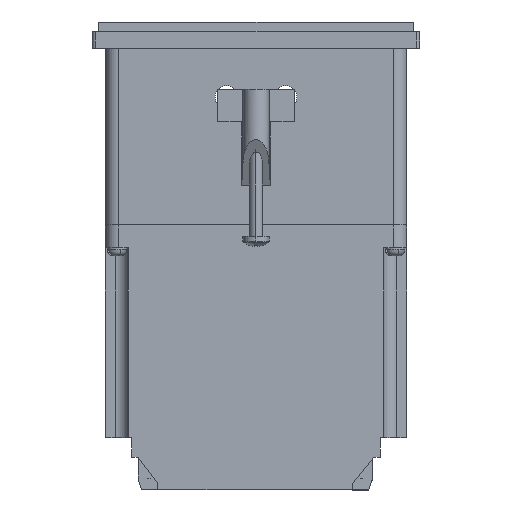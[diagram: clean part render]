
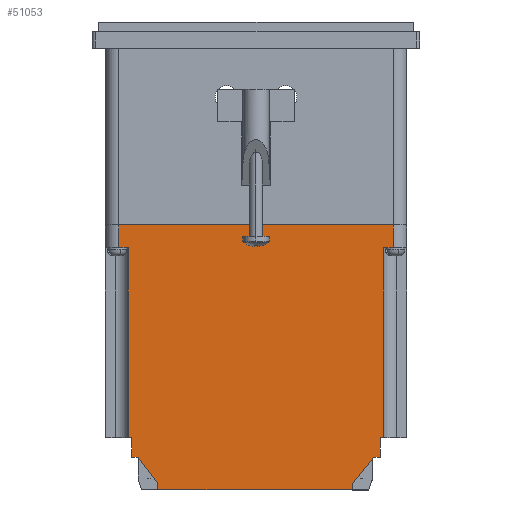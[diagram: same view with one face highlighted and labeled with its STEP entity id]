
A CAD part, left-side view. The second image highlights one B-rep face of the part: STEP entity #51053.
In plain terms, the highlighted planar face has unit normal (-1, 0, 0).
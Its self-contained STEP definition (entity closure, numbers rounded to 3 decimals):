
#64 = VERTEX_POINT ( 'NONE', #51330 ) ;
#1237 = VERTEX_POINT ( 'NONE', #7480 ) ;
#1282 = LINE ( 'NONE', #57956, #12656 ) ;
#1425 = VECTOR ( 'NONE', #61114, 1000. ) ;
#1478 = LINE ( 'NONE', #16266, #40283 ) ;
#2715 = VECTOR ( 'NONE', #36823, 1000. ) ;
#3292 = EDGE_LOOP ( 'NONE', ( #16920, #41488, #9066, #45529, #54097, #62261, #16292, #38216, #26874, #41547, #16440, #10762, #30539, #24492, #18576, #46232, #53005, #23026 ) ) ;
#3619 = CARTESIAN_POINT ( 'NONE',  ( 0., 76., -79. ) ) ;
#3783 = DIRECTION ( 'NONE',  ( 0., 0., -1. ) ) ;
#3994 = DIRECTION ( 'NONE',  ( 0., 0., -1. ) ) ;
#5128 = LINE ( 'NONE', #26811, #55157 ) ;
#6379 = CARTESIAN_POINT ( 'NONE',  ( 0., 7., -7. ) ) ;
#7480 = CARTESIAN_POINT ( 'NONE',  ( 0., 85., -65. ) ) ;
#7893 = VERTEX_POINT ( 'NONE', #16559 ) ;
#7987 = CARTESIAN_POINT ( 'NONE',  ( 0., 8., -71. ) ) ;
#8834 = DIRECTION ( 'NONE',  ( 0., 1., 0. ) ) ;
#8957 = CARTESIAN_POINT ( 'NONE',  ( 0., 8., -71. ) ) ;
#9066 = ORIENTED_EDGE ( 'NONE', *, *, #25069, .T. ) ;
#9172 = VECTOR ( 'NONE', #53495, 1000. ) ;
#9708 = VERTEX_POINT ( 'NONE', #6379 ) ;
#10009 = VECTOR ( 'NONE', #8834, 1000. ) ;
#10574 = EDGE_CURVE ( 'NONE', #55333, #42932, #26736, .T. ) ;
#10762 = ORIENTED_EDGE ( 'NONE', *, *, #50279, .F. ) ;
#11284 = CARTESIAN_POINT ( 'NONE',  ( 0., 16.5, -81. ) ) ;
#11748 = CARTESIAN_POINT ( 'NONE',  ( 0., 88., 0. ) ) ;
#12656 = VECTOR ( 'NONE', #62762, 1000. ) ;
#12731 = LINE ( 'NONE', #17803, #37129 ) ;
#13228 = LINE ( 'NONE', #61479, #37601 ) ;
#13479 = DIRECTION ( 'NONE',  ( 0., 1., 0. ) ) ;
#15403 = EDGE_CURVE ( 'NONE', #23428, #22542, #57794, .T. ) ;
#16034 = LINE ( 'NONE', #58734, #9172 ) ;
#16266 = CARTESIAN_POINT ( 'NONE',  ( 0., 4., -81. ) ) ;
#16281 = DIRECTION ( 'NONE',  ( 0., 1., 0. ) ) ;
#16292 = ORIENTED_EDGE ( 'NONE', *, *, #47348, .T. ) ;
#16440 = ORIENTED_EDGE ( 'NONE', *, *, #22176, .F. ) ;
#16559 = CARTESIAN_POINT ( 'NONE',  ( 0., 8., -65. ) ) ;
#16920 = ORIENTED_EDGE ( 'NONE', *, *, #61554, .F. ) ;
#17454 = CARTESIAN_POINT ( 'NONE',  ( 0., 10., -71. ) ) ;
#17485 = AXIS2_PLACEMENT_3D ( 'NONE', #28968, #28767, #38843 ) ;
#17659 = VECTOR ( 'NONE', #3994, 1000. ) ;
#17803 = CARTESIAN_POINT ( 'NONE',  ( 0., 82., -71. ) ) ;
#17906 = LINE ( 'NONE', #19312, #55026 ) ;
#18071 = DIRECTION ( 'NONE',  ( 0., 0., -1. ) ) ;
#18576 = ORIENTED_EDGE ( 'NONE', *, *, #34109, .F. ) ;
#19312 = CARTESIAN_POINT ( 'NONE',  ( 0., 84., -71. ) ) ;
#19610 = CARTESIAN_POINT ( 'NONE',  ( 0., 82., -71. ) ) ;
#19856 = EDGE_CURVE ( 'NONE', #30788, #22542, #51329, .T. ) ;
#20339 = LINE ( 'NONE', #35640, #44614 ) ;
#21688 = CARTESIAN_POINT ( 'NONE',  ( 0., 7., -65. ) ) ;
#22081 = DIRECTION ( 'NONE',  ( 0., 0.631, -0.776 ) ) ;
#22176 = EDGE_CURVE ( 'NONE', #50384, #50032, #12731, .T. ) ;
#22242 = EDGE_CURVE ( 'NONE', #7893, #22808, #5128, .T. ) ;
#22542 = VERTEX_POINT ( 'NONE', #11284 ) ;
#22707 = CARTESIAN_POINT ( 'NONE',  ( 0., 76., -81. ) ) ;
#22808 = VERTEX_POINT ( 'NONE', #7987 ) ;
#23026 = ORIENTED_EDGE ( 'NONE', *, *, #54856, .F. ) ;
#23193 = DIRECTION ( 'NONE',  ( 0., 0.6, 0.8 ) ) ;
#23428 = VERTEX_POINT ( 'NONE', #62017 ) ;
#23773 = VERTEX_POINT ( 'NONE', #40699 ) ;
#24431 = EDGE_CURVE ( 'NONE', #51780, #9708, #35028, .T. ) ;
#24492 = ORIENTED_EDGE ( 'NONE', *, *, #15403, .F. ) ;
#25069 = EDGE_CURVE ( 'NONE', #51780, #42932, #1478, .T. ) ;
#25589 = VECTOR ( 'NONE', #47924, 1000. ) ;
#25824 = DIRECTION ( 'NONE',  ( 0., 1., 0. ) ) ;
#26169 = CARTESIAN_POINT ( 'NONE',  ( 0., 0., -7. ) ) ;
#26241 = VERTEX_POINT ( 'NONE', #17454 ) ;
#26736 = LINE ( 'NONE', #38997, #38206 ) ;
#26811 = CARTESIAN_POINT ( 'NONE',  ( 0., 8., -65. ) ) ;
#26874 = ORIENTED_EDGE ( 'NONE', *, *, #57354, .T. ) ;
#28767 = DIRECTION ( 'NONE',  ( -1., 0., 0. ) ) ;
#28968 = CARTESIAN_POINT ( 'NONE',  ( 0., 92., -81. ) ) ;
#29144 = CARTESIAN_POINT ( 'NONE',  ( 0., 4., 0. ) ) ;
#29490 = VERTEX_POINT ( 'NONE', #53792 ) ;
#30418 = EDGE_CURVE ( 'NONE', #50032, #23773, #17906, .T. ) ;
#30539 = ORIENTED_EDGE ( 'NONE', *, *, #19856, .T. ) ;
#30614 = EDGE_CURVE ( 'NONE', #22808, #26241, #48736, .T. ) ;
#30788 = VERTEX_POINT ( 'NONE', #22707 ) ;
#30975 = LINE ( 'NONE', #38037, #56685 ) ;
#31906 = CARTESIAN_POINT ( 'NONE',  ( 0., 76., -81. ) ) ;
#33239 = EDGE_CURVE ( 'NONE', #29490, #64, #13228, .T. ) ;
#33502 = VECTOR ( 'NONE', #25824, 1000. ) ;
#33851 = CARTESIAN_POINT ( 'NONE',  ( 0., 16.5, -81. ) ) ;
#33940 = PLANE ( 'NONE',  #17485 ) ;
#34066 = VERTEX_POINT ( 'NONE', #21688 ) ;
#34109 = EDGE_CURVE ( 'NONE', #26241, #23428, #56067, .T. ) ;
#35028 = LINE ( 'NONE', #26169, #33502 ) ;
#35120 = DIRECTION ( 'NONE',  ( 0., 0., 1. ) ) ;
#35134 = VERTEX_POINT ( 'NONE', #52444 ) ;
#35640 = CARTESIAN_POINT ( 'NONE',  ( 0., 84., -65. ) ) ;
#36823 = DIRECTION ( 'NONE',  ( 0., 0., 1. ) ) ;
#37129 = VECTOR ( 'NONE', #23193, 1000. ) ;
#37601 = VECTOR ( 'NONE', #13479, 1000. ) ;
#38037 = CARTESIAN_POINT ( 'NONE',  ( 0., 85., -7. ) ) ;
#38206 = VECTOR ( 'NONE', #58596, 1000. ) ;
#38216 = ORIENTED_EDGE ( 'NONE', *, *, #41059, .F. ) ;
#38463 = DIRECTION ( 'NONE',  ( 0., 1., 0. ) ) ;
#38843 = DIRECTION ( 'NONE',  ( 0., -1., 0. ) ) ;
#38997 = CARTESIAN_POINT ( 'NONE',  ( 0., 92., 0. ) ) ;
#40283 = VECTOR ( 'NONE', #35120, 1000. ) ;
#40699 = CARTESIAN_POINT ( 'NONE',  ( 0., 84., -71. ) ) ;
#41059 = EDGE_CURVE ( 'NONE', #35134, #1237, #20339, .T. ) ;
#41476 = LINE ( 'NONE', #31906, #2715 ) ;
#41488 = ORIENTED_EDGE ( 'NONE', *, *, #24431, .F. ) ;
#41547 = ORIENTED_EDGE ( 'NONE', *, *, #30418, .F. ) ;
#42932 = VERTEX_POINT ( 'NONE', #29144 ) ;
#44614 = VECTOR ( 'NONE', #16281, 1000. ) ;
#45529 = ORIENTED_EDGE ( 'NONE', *, *, #10574, .F. ) ;
#46232 = ORIENTED_EDGE ( 'NONE', *, *, #30614, .F. ) ;
#46306 = CARTESIAN_POINT ( 'NONE',  ( 0., 4., -7. ) ) ;
#47348 = EDGE_CURVE ( 'NONE', #29490, #1237, #30975, .T. ) ;
#47924 = DIRECTION ( 'NONE',  ( 0., -1., 0. ) ) ;
#48736 = LINE ( 'NONE', #8957, #10009 ) ;
#50032 = VERTEX_POINT ( 'NONE', #19610 ) ;
#50279 = EDGE_CURVE ( 'NONE', #30788, #50384, #41476, .T. ) ;
#50384 = VERTEX_POINT ( 'NONE', #3619 ) ;
#51053 = ADVANCED_FACE ( 'NONE', ( #57087 ), #33940, .T. ) ;
#51329 = LINE ( 'NONE', #52759, #25589 ) ;
#51330 = CARTESIAN_POINT ( 'NONE',  ( 0., 88., -7. ) ) ;
#51481 = CARTESIAN_POINT ( 'NONE',  ( 0., 8., -65. ) ) ;
#51503 = LINE ( 'NONE', #51481, #1425 ) ;
#51780 = VERTEX_POINT ( 'NONE', #46306 ) ;
#52444 = CARTESIAN_POINT ( 'NONE',  ( 0., 84., -65. ) ) ;
#52759 = CARTESIAN_POINT ( 'NONE',  ( 0., 92., -81. ) ) ;
#53005 = ORIENTED_EDGE ( 'NONE', *, *, #22242, .F. ) ;
#53495 = DIRECTION ( 'NONE',  ( 0., 0., -1. ) ) ;
#53792 = CARTESIAN_POINT ( 'NONE',  ( 0., 85., -7. ) ) ;
#54097 = ORIENTED_EDGE ( 'NONE', *, *, #62689, .T. ) ;
#54568 = VECTOR ( 'NONE', #22081, 1000. ) ;
#54760 = VECTOR ( 'NONE', #59078, 1000. ) ;
#54856 = EDGE_CURVE ( 'NONE', #34066, #7893, #51503, .T. ) ;
#55026 = VECTOR ( 'NONE', #38463, 1000. ) ;
#55157 = VECTOR ( 'NONE', #18071, 1000. ) ;
#55333 = VERTEX_POINT ( 'NONE', #11748 ) ;
#55909 = CARTESIAN_POINT ( 'NONE',  ( 0., 10., -71. ) ) ;
#56067 = LINE ( 'NONE', #55909, #54568 ) ;
#56279 = LINE ( 'NONE', #61986, #17659 ) ;
#56685 = VECTOR ( 'NONE', #3783, 1000. ) ;
#57087 = FACE_OUTER_BOUND ( 'NONE', #3292, .T. ) ;
#57354 = EDGE_CURVE ( 'NONE', #35134, #23773, #16034, .T. ) ;
#57794 = LINE ( 'NONE', #33851, #54760 ) ;
#57956 = CARTESIAN_POINT ( 'NONE',  ( 0., 7., -7. ) ) ;
#58596 = DIRECTION ( 'NONE',  ( 0., -1., 0. ) ) ;
#58734 = CARTESIAN_POINT ( 'NONE',  ( 0., 84., -65. ) ) ;
#59078 = DIRECTION ( 'NONE',  ( 0., 0., -1. ) ) ;
#61114 = DIRECTION ( 'NONE',  ( 0., 1., 0. ) ) ;
#61479 = CARTESIAN_POINT ( 'NONE',  ( 0., 92., -7. ) ) ;
#61554 = EDGE_CURVE ( 'NONE', #9708, #34066, #1282, .T. ) ;
#61986 = CARTESIAN_POINT ( 'NONE',  ( 0., 88., -81. ) ) ;
#62017 = CARTESIAN_POINT ( 'NONE',  ( 0., 16.5, -79. ) ) ;
#62261 = ORIENTED_EDGE ( 'NONE', *, *, #33239, .F. ) ;
#62689 = EDGE_CURVE ( 'NONE', #55333, #64, #56279, .T. ) ;
#62762 = DIRECTION ( 'NONE',  ( 0., 0., -1. ) ) ;
